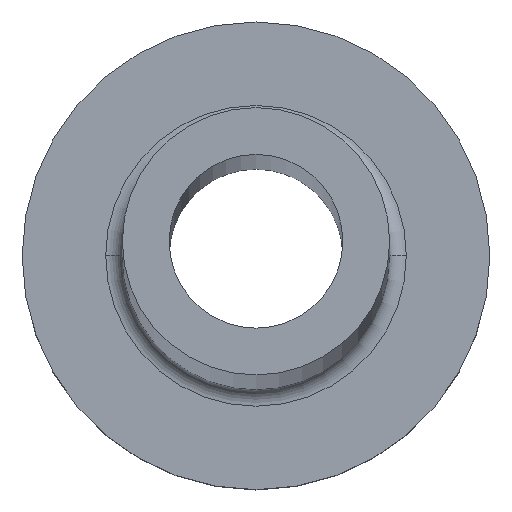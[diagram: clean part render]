
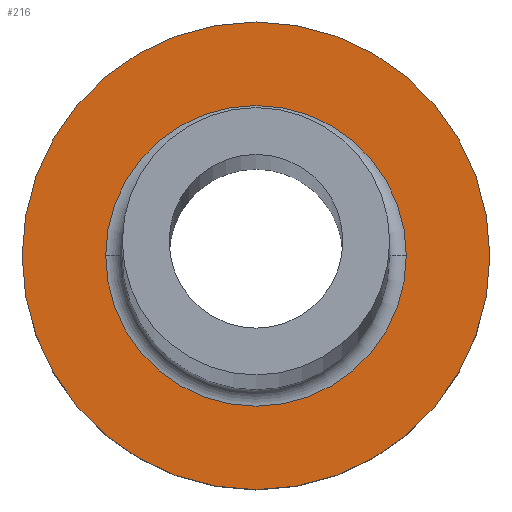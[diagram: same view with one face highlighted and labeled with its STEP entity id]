
A CAD part, top view. The second image highlights one B-rep face of the part: STEP entity #216.
In plain terms, the highlighted planar face has unit normal (0, 0, 1).
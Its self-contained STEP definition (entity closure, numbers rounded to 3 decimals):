
#14 = CARTESIAN_POINT ( 'NONE',  ( 7., 0., 5. ) ) ;
#16 = EDGE_CURVE ( 'NONE', #144, #124, #150, .T. ) ;
#20 = CARTESIAN_POINT ( 'NONE',  ( 4.5, 0., 5. ) ) ;
#39 = CARTESIAN_POINT ( 'NONE',  ( -7., 0., 5. ) ) ;
#43 = CIRCLE ( 'NONE', #279, 4.5 ) ;
#50 = ORIENTED_EDGE ( 'NONE', *, *, #55, .T. ) ;
#52 = DIRECTION ( 'NONE',  ( 0., 0., -1. ) ) ;
#55 = EDGE_CURVE ( 'NONE', #377, #263, #43, .T. ) ;
#62 = CIRCLE ( 'NONE', #374, 7. ) ;
#70 = AXIS2_PLACEMENT_3D ( 'NONE', #214, #185, #334 ) ;
#72 = PLANE ( 'NONE',  #70 ) ;
#81 = DIRECTION ( 'NONE',  ( 1., 0., 0. ) ) ;
#95 = DIRECTION ( 'NONE',  ( 1., 0., 0. ) ) ;
#108 = DIRECTION ( 'NONE',  ( 0., 0., 1. ) ) ;
#109 = EDGE_LOOP ( 'NONE', ( #233, #165 ) ) ;
#124 = VERTEX_POINT ( 'NONE', #14 ) ;
#130 = CARTESIAN_POINT ( 'NONE',  ( 0., 0., 5. ) ) ;
#141 = CARTESIAN_POINT ( 'NONE',  ( 0., 0., 5. ) ) ;
#144 = VERTEX_POINT ( 'NONE', #39 ) ;
#149 = ORIENTED_EDGE ( 'NONE', *, *, #356, .T. ) ;
#150 = CIRCLE ( 'NONE', #157, 7. ) ;
#157 = AXIS2_PLACEMENT_3D ( 'NONE', #326, #321, #95 ) ;
#158 = DIRECTION ( 'NONE',  ( 1., 0., 0. ) ) ;
#165 = ORIENTED_EDGE ( 'NONE', *, *, #319, .T. ) ;
#185 = DIRECTION ( 'NONE',  ( 0., 0., 1. ) ) ;
#211 = EDGE_LOOP ( 'NONE', ( #149, #50 ) ) ;
#213 = FACE_OUTER_BOUND ( 'NONE', #109, .T. ) ;
#214 = CARTESIAN_POINT ( 'NONE',  ( 0., 0., 5. ) ) ;
#216 = ADVANCED_FACE ( 'NONE', ( #366, #213 ), #72, .T. ) ;
#224 = DIRECTION ( 'NONE',  ( 1., 0., 0. ) ) ;
#233 = ORIENTED_EDGE ( 'NONE', *, *, #16, .T. ) ;
#234 = CIRCLE ( 'NONE', #271, 4.5 ) ;
#263 = VERTEX_POINT ( 'NONE', #20 ) ;
#271 = AXIS2_PLACEMENT_3D ( 'NONE', #141, #52, #81 ) ;
#275 = DIRECTION ( 'NONE',  ( 0., 0., -1. ) ) ;
#279 = AXIS2_PLACEMENT_3D ( 'NONE', #130, #275, #158 ) ;
#319 = EDGE_CURVE ( 'NONE', #124, #144, #62, .T. ) ;
#321 = DIRECTION ( 'NONE',  ( 0., 0., 1. ) ) ;
#326 = CARTESIAN_POINT ( 'NONE',  ( 0., 0., 5. ) ) ;
#334 = DIRECTION ( 'NONE',  ( 1., 0., 0. ) ) ;
#344 = CARTESIAN_POINT ( 'NONE',  ( 0., 0., 5. ) ) ;
#356 = EDGE_CURVE ( 'NONE', #263, #377, #234, .T. ) ;
#366 = FACE_BOUND ( 'NONE', #211, .T. ) ;
#369 = CARTESIAN_POINT ( 'NONE',  ( -4.5, 0., 5. ) ) ;
#374 = AXIS2_PLACEMENT_3D ( 'NONE', #344, #108, #224 ) ;
#377 = VERTEX_POINT ( 'NONE', #369 ) ;
